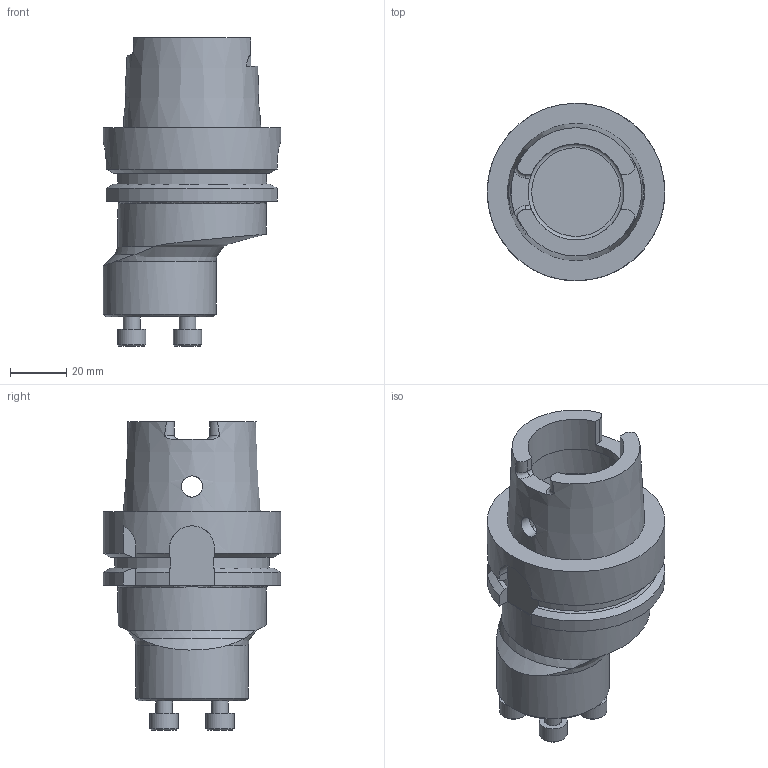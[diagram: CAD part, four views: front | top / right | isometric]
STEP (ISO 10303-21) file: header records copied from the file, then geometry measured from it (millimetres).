
FILE_DESCRIPTION(/* description */ (''),/* implementation_level */ '2;1');
FILE_NAME(/* name */ '1524204329692.stp',/* time_stamp */ '2018-04-20T08:05:39+02:00',/* author */ (''),/* organization */ ('SMS'),/* preprocessor_version */ 'ST-DEVELOPER v15',/* originating_system */ 'SIEMENS PLM Software NX 8.5',/* authorisation */ '');
FILE_SCHEMA (('AUTOMOTIVE_DESIGN { 1 0 10303 214 3 1 1 1 }'));
Length unit declared in the file: millimetre
Products named in the file (1): 112029119mod000_00
Bounding box: 62.97 x 62.94 x 109.22 mm (x, y, z)
Volume: 151146 mm3; surface area: 28438.1 mm2
Topology: 1 solids, 1 shells, 101 faces, 271 edges, 181 vertices
Faces by surface type: plane 43, cylinder 32, cone 15, torus 9, bspline 2
Full cylindrical faces by diameter (mm): 6 x4, 7.5 x2, 10 x4, 34.05 x2, 40 x1, 40.08 x1, 52.5 x1, 62.94 x1
Entity records: 3393 total; most frequent: CARTESIAN_POINT 1044, DIRECTION 477, ORIENTED_EDGE 448, EDGE_CURVE 224, AXIS2_PLACEMENT_3D 193, VERTEX_POINT 158, EDGE_LOOP 138, ADVANCED_FACE 101
